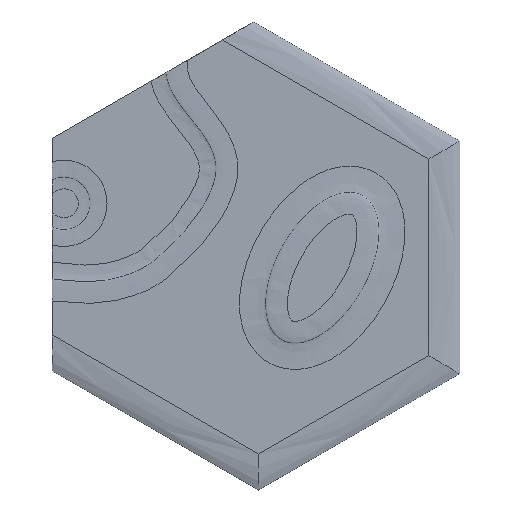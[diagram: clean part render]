
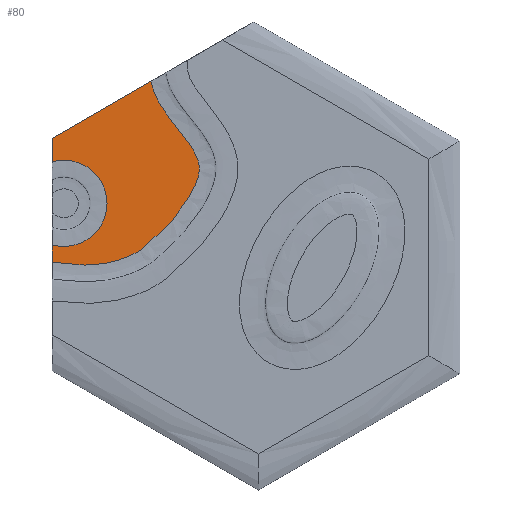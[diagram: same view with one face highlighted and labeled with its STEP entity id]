
A CAD part, top view. The second image highlights one B-rep face of the part: STEP entity #80.
In plain terms, the highlighted planar face has unit normal (0, 0, 1).
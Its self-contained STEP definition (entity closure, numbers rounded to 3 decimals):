
#80=ADVANCED_FACE('',(#615),#617,.T.);
#615=FACE_BOUND('',#616,.T.);
#616=EDGE_LOOP('',(#2101,#2102,#2103,#2104,#2105));
#617=PLANE('',#618);
#618=AXIS2_PLACEMENT_3D('',#619,#620,#621);
#619=CARTESIAN_POINT('',(0.,0.,1.));
#620=DIRECTION('',(0.,0.,1.));
#621=DIRECTION('',(-1.,0.,0.));
#2101=ORIENTED_EDGE('',*,*,#2201,.T.);
#2102=ORIENTED_EDGE('',*,*,#2202,.T.);
#2103=ORIENTED_EDGE('',*,*,#2203,.T.);
#2104=ORIENTED_EDGE('',*,*,#2204,.T.);
#2105=ORIENTED_EDGE('',*,*,#2199,.T.);
#2199=EDGE_CURVE('',#2255,#2253,#2256,.F.);
#2201=EDGE_CURVE('',#2253,#2258,#2259,.F.);
#2202=EDGE_CURVE('',#2258,#2260,#2261,.T.);
#2203=EDGE_CURVE('',#2260,#2262,#2263,.F.);
#2204=EDGE_CURVE('',#2262,#2255,#2264,.F.);
#2253=VERTEX_POINT('',#2592);
#2255=VERTEX_POINT('',#2657);
#2256=CIRCLE('',#2658,18.);
#2258=VERTEX_POINT('',#2726);
#2259=LINE('',#2727,#2728);
#2260=VERTEX_POINT('',#2730);
#2261=TRIMMED_CURVE('',#2731,(PARAMETER_VALUE(0.03)),(PARAMETER_VALUE(
0.714)),.T.,.PARAMETER.);
#2262=VERTEX_POINT('',#2732);
#2263=LINE('',#2733,#2734);
#2264=LINE('',#2736,#2737);
#2592=CARTESIAN_POINT('',(0.,-143.745,1.));
#2657=CARTESIAN_POINT('',(0.,-109.078,1.));
#2658=AXIS2_PLACEMENT_3D('',#2659,#2660,#2661);
#2659=CARTESIAN_POINT('',(4.854,-126.411,1.));
#2660=DIRECTION('',(0.,0.,1.));
#2661=DIRECTION('',(-0.27,-0.963,0.));
#2726=CARTESIAN_POINT('',(0.,-150.97,1.));
#2727=CARTESIAN_POINT('',(0.,-150.97,1.));
#2728=VECTOR('',#2729,1.);
#2729=DIRECTION('',(0.,1.,0.));
#2730=CARTESIAN_POINT('',(41.084,-75.584,1.));
#2731=B_SPLINE_CURVE_WITH_KNOTS('',3,
(#3613,#3614,#3615,#3616,#3617,#3618,#3619,#3620,#3621,#3622,#3623,#3624,#3625,#3626,
#3627,#3628,#3629,#3630,#3631,#3632,#3633,#3634,#3635,#3636,#3637,#3638,#3639,#3640,
#3641,#3642,#3643,#3644,#3645,#3646,#3647,#3648,#3649,#3650,#3651,#3652,#3653,#3654,
#3655,#3656,#3657,#3658,#3659,#3660,#3661,#3662,#3663,#3664,#3665,#3666,#3667,#3668,
#3669,#3670,#3671,#3672,#3673,#3674,#3675,#3676,#3677,#3678,#3679,#3680,#3681,#3682,
#3683,#3684,#3685,#3686,#3687,#3688,#3689,#3690,#3691,#3692,#3693,#3694,#3695,#3696,
#3697,#3698,#3699,#3700,#3701,#3702,#3703,#3704,#3705,#3706,#3707,#3708,#3709),
.UNSPECIFIED.,.F.,.F.,
(4,1,1,1,1,1,1,1,1,1,1,1,1,1,1,1,1,1,1,1,1,1,1,1,1,1,1,1,1,1,1,1,1,1,1,1,1,1,1,1,
1,1,1,1,1,1,1,1,1,1,1,1,1,1,1,1,1,1,1,1,1,1,1,1,1,1,1,1,1,1,1,1,1,1,1,1,1,1,1,1,
1,1,1,1,1,1,1,1,1,1,1,1,1,1,4),
(0.,0.022,0.041,0.056,0.07,
0.084,0.098,0.109,0.117,0.122,
0.128,0.136,0.146,0.159,0.174,
0.189,0.204,0.218,0.228,0.233,
0.242,0.252,0.266,0.273,0.284,
0.297,0.317,0.336,0.352,0.364,
0.375,0.388,0.404,0.422,0.438,
0.453,0.466,0.477,0.486,0.492,
0.498,0.503,0.509,0.518,0.528,
0.539,0.551,0.565,0.579,0.595,
0.61,0.623,0.636,0.649,0.663,
0.677,0.69,0.702,0.715,0.727,
0.737,0.745,0.75,0.755,0.762,
0.771,0.781,0.792,0.804,0.815,
0.826,0.835,0.844,0.851,0.858,
0.864,0.868,0.871,0.874,0.877,
0.881,0.886,0.892,0.898,0.904,
0.91,0.918,0.926,0.935,0.945,
0.957,0.969,0.983,0.994,1.),
.UNSPECIFIED.);
#2732=CARTESIAN_POINT('',(0.,-99.304,1.));
#2733=CARTESIAN_POINT('',(0.,-99.304,1.));
#2734=VECTOR('',#2735,1.);
#2735=DIRECTION('',(0.866,0.5,0.));
#2736=CARTESIAN_POINT('',(0.,-109.078,1.));
#2737=VECTOR('',#2738,1.);
#2738=DIRECTION('',(0.,1.,0.));
#3613=CARTESIAN_POINT('',(-17.142,-147.012,1.));
#3614=CARTESIAN_POINT('',(-12.325,-148.4,1.));
#3615=CARTESIAN_POINT('',(-4.285,-150.349,1.));
#3616=CARTESIAN_POINT('',(4.735,-151.736,1.));
#3617=CARTESIAN_POINT('',(11.247,-152.201,1.));
#3618=CARTESIAN_POINT('',(16.165,-152.162,1.));
#3619=CARTESIAN_POINT('',(20.197,-151.805,1.));
#3620=CARTESIAN_POINT('',(23.321,-151.276,1.));
#3621=CARTESIAN_POINT('',(25.659,-150.716,1.));
#3622=CARTESIAN_POINT('',(27.264,-150.251,1.));
#3623=CARTESIAN_POINT('',(28.484,-149.857,1.));
#3624=CARTESIAN_POINT('',(29.637,-149.457,1.));
#3625=CARTESIAN_POINT('',(30.926,-148.973,1.));
#3626=CARTESIAN_POINT('',(32.406,-148.358,1.));
#3627=CARTESIAN_POINT('',(33.925,-147.638,1.));
#3628=CARTESIAN_POINT('',(35.36,-146.848,1.));
#3629=CARTESIAN_POINT('',(36.635,-146.03,1.));
#3630=CARTESIAN_POINT('',(37.728,-145.222,1.));
#3631=CARTESIAN_POINT('',(38.649,-144.463,1.));
#3632=CARTESIAN_POINT('',(39.33,-143.864,1.));
#3633=CARTESIAN_POINT('',(39.925,-143.328,1.));
#3634=CARTESIAN_POINT('',(40.515,-142.787,1.));
#3635=CARTESIAN_POINT('',(41.393,-141.984,1.));
#3636=CARTESIAN_POINT('',(42.221,-141.242,1.));
#3637=CARTESIAN_POINT('',(43.065,-140.485,1.));
#3638=CARTESIAN_POINT('',(43.881,-139.749,1.));
#3639=CARTESIAN_POINT('',(45.021,-138.702,1.));
#3640=CARTESIAN_POINT('',(46.399,-137.381,1.));
#3641=CARTESIAN_POINT('',(47.966,-135.771,1.));
#3642=CARTESIAN_POINT('',(49.423,-134.161,1.));
#3643=CARTESIAN_POINT('',(50.717,-132.641,1.));
#3644=CARTESIAN_POINT('',(51.967,-131.103,1.));
#3645=CARTESIAN_POINT('',(53.45,-129.192,1.));
#3646=CARTESIAN_POINT('',(55.211,-126.756,1.));
#3647=CARTESIAN_POINT('',(57.014,-123.979,1.));
#3648=CARTESIAN_POINT('',(58.562,-121.231,1.));
#3649=CARTESIAN_POINT('',(59.729,-118.754,1.));
#3650=CARTESIAN_POINT('',(60.525,-116.63,1.));
#3651=CARTESIAN_POINT('',(61.002,-114.913,1.));
#3652=CARTESIAN_POINT('',(61.239,-113.633,1.));
#3653=CARTESIAN_POINT('',(61.337,-112.714,1.));
#3654=CARTESIAN_POINT('',(61.365,-112.025,1.));
#3655=CARTESIAN_POINT('',(61.353,-111.369,1.));
#3656=CARTESIAN_POINT('',(61.283,-110.576,1.));
#3657=CARTESIAN_POINT('',(61.101,-109.541,1.));
#3658=CARTESIAN_POINT('',(60.753,-108.282,1.));
#3659=CARTESIAN_POINT('',(60.174,-106.771,1.));
#3660=CARTESIAN_POINT('',(59.319,-105.018,1.));
#3661=CARTESIAN_POINT('',(58.127,-102.998,1.));
#3662=CARTESIAN_POINT('',(56.598,-100.753,1.));
#3663=CARTESIAN_POINT('',(54.803,-98.366,1.));
#3664=CARTESIAN_POINT('',(52.921,-95.997,1.));
#3665=CARTESIAN_POINT('',(51.086,-93.72,1.));
#3666=CARTESIAN_POINT('',(49.351,-91.522,1.));
#3667=CARTESIAN_POINT('',(47.629,-89.226,1.));
#3668=CARTESIAN_POINT('',(45.942,-86.765,1.));
#3669=CARTESIAN_POINT('',(44.37,-84.138,1.));
#3670=CARTESIAN_POINT('',(43.005,-81.401,1.));
#3671=CARTESIAN_POINT('',(41.878,-78.537,1.));
#3672=CARTESIAN_POINT('',(41.016,-75.523,1.));
#3673=CARTESIAN_POINT('',(40.472,-72.522,1.));
#3674=CARTESIAN_POINT('',(40.234,-69.827,1.));
#3675=CARTESIAN_POINT('',(40.195,-67.718,1.));
#3676=CARTESIAN_POINT('',(40.242,-66.045,1.));
#3677=CARTESIAN_POINT('',(40.347,-64.416,1.));
#3678=CARTESIAN_POINT('',(40.552,-62.404,1.));
#3679=CARTESIAN_POINT('',(40.901,-59.902,1.));
#3680=CARTESIAN_POINT('',(41.399,-56.996,1.));
#3681=CARTESIAN_POINT('',(41.989,-53.909,1.));
#3682=CARTESIAN_POINT('',(42.59,-50.839,1.));
#3683=CARTESIAN_POINT('',(43.116,-47.985,1.));
#3684=CARTESIAN_POINT('',(43.51,-45.482,1.));
#3685=CARTESIAN_POINT('',(43.752,-43.398,1.));
#3686=CARTESIAN_POINT('',(43.854,-41.75,1.));
#3687=CARTESIAN_POINT('',(43.849,-40.523,1.));
#3688=CARTESIAN_POINT('',(43.781,-39.66,1.));
#3689=CARTESIAN_POINT('',(43.693,-39.105,1.));
#3690=CARTESIAN_POINT('',(43.613,-38.775,1.));
#3691=CARTESIAN_POINT('',(43.556,-38.593,1.));
#3692=CARTESIAN_POINT('',(43.514,-38.486,1.));
#3693=CARTESIAN_POINT('',(43.482,-38.416,1.));
#3694=CARTESIAN_POINT('',(43.442,-38.344,1.));
#3695=CARTESIAN_POINT('',(43.39,-38.269,1.));
#3696=CARTESIAN_POINT('',(43.308,-38.172,1.));
#3697=CARTESIAN_POINT('',(43.162,-38.037,1.));
#3698=CARTESIAN_POINT('',(42.916,-37.856,1.));
#3699=CARTESIAN_POINT('',(42.517,-37.627,1.));
#3700=CARTESIAN_POINT('',(41.91,-37.358,1.));
#3701=CARTESIAN_POINT('',(41.034,-37.069,1.));
#3702=CARTESIAN_POINT('',(39.834,-36.792,1.));
#3703=CARTESIAN_POINT('',(38.266,-36.563,1.));
#3704=CARTESIAN_POINT('',(36.31,-36.424,1.));
#3705=CARTESIAN_POINT('',(33.935,-36.407,1.));
#3706=CARTESIAN_POINT('',(31.512,-36.525,1.));
#3707=CARTESIAN_POINT('',(29.478,-36.704,1.));
#3708=CARTESIAN_POINT('',(28.395,-36.822,1.));
#3709=CARTESIAN_POINT('',(27.987,-36.87,1.));
